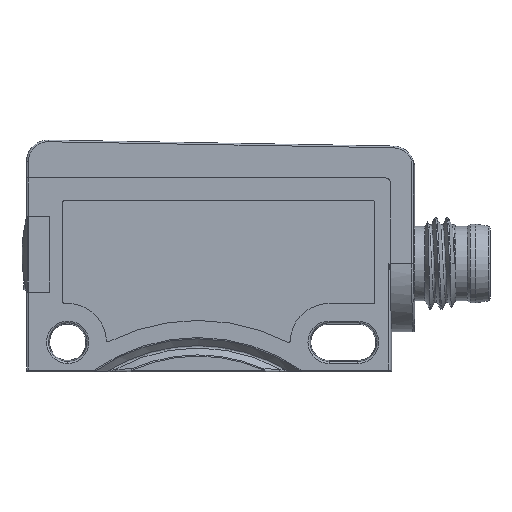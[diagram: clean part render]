
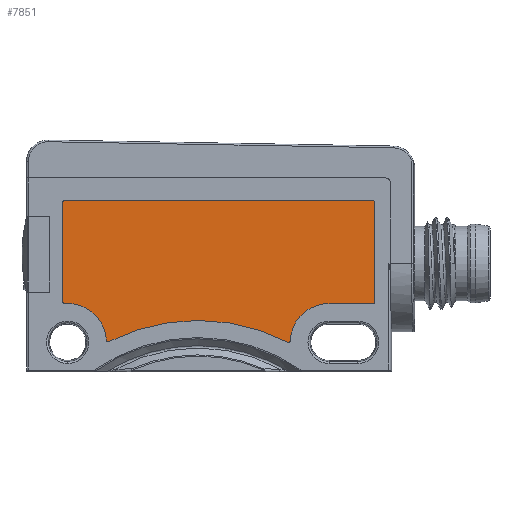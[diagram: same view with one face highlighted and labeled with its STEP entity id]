
A CAD part, left-side view. The second image highlights one B-rep face of the part: STEP entity #7851.
In plain terms, the highlighted planar face has unit normal (-1, 0, 0).
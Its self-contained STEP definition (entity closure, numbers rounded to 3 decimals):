
#3064=CARTESIAN_POINT('',(-5.8,12.4,-4.9));
#3065=DIRECTION('',(-1.,0.,0.));
#3066=DIRECTION('',(0.,-0.998,0.055));
#3067=AXIS2_PLACEMENT_3D('',#3064,#3065,#3066);
#3069=CARTESIAN_POINT('',(-5.8,12.7,-1.35));
#3070=DIRECTION('',(1.,0.,0.));
#3071=DIRECTION('',(0.,0.,-1.));
#3072=AXIS2_PLACEMENT_3D('',#3069,#3070,#3071);
#3074=CARTESIAN_POINT('',(-5.8,12.7,-1.35));
#3075=DIRECTION('',(1.,0.,0.));
#3076=DIRECTION('',(0.,0.707,-0.707));
#3077=AXIS2_PLACEMENT_3D('',#3074,#3075,#3076);
#3079=CARTESIAN_POINT('',(-5.8,12.7,7.35));
#3080=DIRECTION('',(1.,0.,0.));
#3081=DIRECTION('',(0.,1.,0.));
#3082=AXIS2_PLACEMENT_3D('',#3079,#3080,#3081);
#3084=CARTESIAN_POINT('',(-5.8,12.7,7.35));
#3085=DIRECTION('',(1.,0.,0.));
#3086=DIRECTION('',(0.,0.707,0.707));
#3087=AXIS2_PLACEMENT_3D('',#3084,#3085,#3086);
#3089=CARTESIAN_POINT('',(-5.8,-14.35,7.35));
#3090=DIRECTION('',(1.,0.,0.));
#3091=DIRECTION('',(0.,0.,1.));
#3092=AXIS2_PLACEMENT_3D('',#3089,#3090,#3091);
#3094=CARTESIAN_POINT('',(-5.8,-14.35,7.35));
#3095=DIRECTION('',(1.,0.,0.));
#3096=DIRECTION('',(0.,-0.707,0.707));
#3097=AXIS2_PLACEMENT_3D('',#3094,#3095,#3096);
#3099=CARTESIAN_POINT('',(-5.8,-14.35,-1.35));
#3100=DIRECTION('',(1.,0.,0.));
#3101=DIRECTION('',(0.,-1.,0.));
#3102=AXIS2_PLACEMENT_3D('',#3099,#3100,#3101);
#3104=CARTESIAN_POINT('',(-5.8,-14.35,-1.35));
#3105=DIRECTION('',(1.,0.,0.));
#3106=DIRECTION('',(0.,-0.707,-0.707));
#3107=AXIS2_PLACEMENT_3D('',#3104,#3105,#3106);
#3109=CARTESIAN_POINT('',(-5.8,-10.5,-4.9));
#3110=DIRECTION('',(-1.,0.,0.));
#3111=DIRECTION('',(0.,0.,1.));
#3112=AXIS2_PLACEMENT_3D('',#3109,#3110,#3111);
#3114=CARTESIAN_POINT('',(-5.8,-6.953,-4.754));
#3115=DIRECTION('',(1.,0.,0.));
#3116=DIRECTION('',(0.,-0.999,-0.041));
#3117=AXIS2_PLACEMENT_3D('',#3114,#3115,#3116);
#3119=CARTESIAN_POINT('',(-5.8,-6.953,-4.754));
#3120=DIRECTION('',(1.,0.,0.));
#3121=DIRECTION('',(0.,-0.504,-0.864));
#3122=AXIS2_PLACEMENT_3D('',#3119,#3120,#3121);
#3124=CARTESIAN_POINT('',(-5.8,1.,-20.3));
#3125=DIRECTION('',(-1.,0.,0.));
#3126=DIRECTION('',(0.,-0.455,0.89));
#3127=AXIS2_PLACEMENT_3D('',#3124,#3125,#3126);
#3129=CARTESIAN_POINT('',(-5.8,8.855,-4.705));
#3130=DIRECTION('',(1.,0.,0.));
#3131=DIRECTION('',(0.,-0.45,-0.893));
#3132=AXIS2_PLACEMENT_3D('',#3129,#3130,#3131);
#3134=CARTESIAN_POINT('',(-5.8,8.855,-4.705));
#3135=DIRECTION('',(1.,0.,0.));
#3136=DIRECTION('',(0.,0.501,-0.866));
#3137=AXIS2_PLACEMENT_3D('',#3134,#3135,#3136);
#3139=DIRECTION('',(0.,-1.,0.));
#3140=VECTOR('',#3139,0.3);
#3141=CARTESIAN_POINT('',(-5.8,12.7,-1.5));
#3142=LINE('',#3141,#3140);
#3155=DIRECTION('',(0.,0.,-1.));
#3156=VECTOR('',#3155,8.7);
#3157=CARTESIAN_POINT('',(-5.8,12.85,7.35));
#3158=LINE('',#3157,#3156);
#3175=DIRECTION('',(0.,1.,0.));
#3176=VECTOR('',#3175,27.05);
#3177=CARTESIAN_POINT('',(-5.8,-14.35,7.5));
#3178=LINE('',#3177,#3176);
#3191=DIRECTION('',(0.,0.,1.));
#3192=VECTOR('',#3191,8.7);
#3193=CARTESIAN_POINT('',(-5.8,-14.5,-1.35));
#3194=LINE('',#3193,#3192);
#3207=DIRECTION('',(0.,-1.,0.));
#3208=VECTOR('',#3207,3.85);
#3209=CARTESIAN_POINT('',(-5.8,-10.5,-1.5));
#3210=LINE('',#3209,#3208);
#4122=CARTESIAN_POINT('',(-5.8,9.005,-4.713));
#4123=CARTESIAN_POINT('',(-5.8,12.4,-1.5));
#4124=VERTEX_POINT('',#4122);
#4125=VERTEX_POINT('',#4123);
#4126=CARTESIAN_POINT('',(-5.8,12.7,-1.5));
#4127=VERTEX_POINT('',#4126);
#4128=CARTESIAN_POINT('',(-5.8,12.806,-1.456));
#4129=CARTESIAN_POINT('',(-5.8,12.85,-1.35));
#4130=VERTEX_POINT('',#4128);
#4131=VERTEX_POINT('',#4129);
#4132=CARTESIAN_POINT('',(-5.8,12.85,7.35));
#4133=VERTEX_POINT('',#4132);
#4134=CARTESIAN_POINT('',(-5.8,12.806,7.456));
#4135=CARTESIAN_POINT('',(-5.8,12.7,7.5));
#4136=VERTEX_POINT('',#4134);
#4137=VERTEX_POINT('',#4135);
#4138=CARTESIAN_POINT('',(-5.8,-14.35,7.5));
#4139=VERTEX_POINT('',#4138);
#4140=CARTESIAN_POINT('',(-5.8,-14.456,7.456));
#4141=CARTESIAN_POINT('',(-5.8,-14.5,7.35));
#4142=VERTEX_POINT('',#4140);
#4143=VERTEX_POINT('',#4141);
#4144=CARTESIAN_POINT('',(-5.8,-14.5,-1.35));
#4145=VERTEX_POINT('',#4144);
#4146=CARTESIAN_POINT('',(-5.8,-14.456,-1.456));
#4147=CARTESIAN_POINT('',(-5.8,-14.35,-1.5));
#4148=VERTEX_POINT('',#4146);
#4149=VERTEX_POINT('',#4147);
#4150=CARTESIAN_POINT('',(-5.8,-10.5,-1.5));
#4151=VERTEX_POINT('',#4150);
#4152=CARTESIAN_POINT('',(-5.8,-7.103,-4.76));
#4153=VERTEX_POINT('',#4152);
#4154=CARTESIAN_POINT('',(-5.8,-7.029,-4.884));
#4155=CARTESIAN_POINT('',(-5.8,-6.885,-4.888));
#4156=VERTEX_POINT('',#4154);
#4157=VERTEX_POINT('',#4155);
#4158=CARTESIAN_POINT('',(-5.8,8.788,-4.838));
#4159=VERTEX_POINT('',#4158);
#4160=CARTESIAN_POINT('',(-5.8,8.931,-4.834));
#4161=VERTEX_POINT('',#4160);
#7805=CARTESIAN_POINT('',(-5.8,-0.724,2.049));
#7806=DIRECTION('',(1.,0.,0.));
#7807=DIRECTION('',(0.,0.,-1.));
#7808=AXIS2_PLACEMENT_3D('',#7805,#7806,#7807);
#7809=PLANE('',#7808);
#7810=ORIENTED_EDGE('',*,*,#7795,.T.);
#7812=ORIENTED_EDGE('',*,*,#7811,.F.);
#7814=ORIENTED_EDGE('',*,*,#7813,.T.);
#7816=ORIENTED_EDGE('',*,*,#7815,.T.);
#7818=ORIENTED_EDGE('',*,*,#7817,.F.);
#7820=ORIENTED_EDGE('',*,*,#7819,.T.);
#7822=ORIENTED_EDGE('',*,*,#7821,.T.);
#7824=ORIENTED_EDGE('',*,*,#7823,.F.);
#7826=ORIENTED_EDGE('',*,*,#7825,.T.);
#7828=ORIENTED_EDGE('',*,*,#7827,.T.);
#7830=ORIENTED_EDGE('',*,*,#7829,.F.);
#7832=ORIENTED_EDGE('',*,*,#7831,.T.);
#7834=ORIENTED_EDGE('',*,*,#7833,.T.);
#7836=ORIENTED_EDGE('',*,*,#7835,.F.);
#7838=ORIENTED_EDGE('',*,*,#7837,.T.);
#7840=ORIENTED_EDGE('',*,*,#7839,.T.);
#7842=ORIENTED_EDGE('',*,*,#7841,.T.);
#7844=ORIENTED_EDGE('',*,*,#7843,.T.);
#7846=ORIENTED_EDGE('',*,*,#7845,.T.);
#7848=ORIENTED_EDGE('',*,*,#7847,.T.);
#7849=EDGE_LOOP('',(#7810,#7812,#7814,#7816,#7818,#7820,#7822,#7824,#7826,#7828,
#7830,#7832,#7834,#7836,#7838,#7840,#7842,#7844,#7846,#7848));
#7850=FACE_OUTER_BOUND('',#7849,.F.);
#7851=ADVANCED_FACE('',(#7850),#7809,.F.);
#3068=CIRCLE('',#3067,3.4);
#3073=CIRCLE('',#3072,0.15);
#3078=CIRCLE('',#3077,0.15);
#3083=CIRCLE('',#3082,0.15);
#3088=CIRCLE('',#3087,0.15);
#3093=CIRCLE('',#3092,0.15);
#3098=CIRCLE('',#3097,0.15);
#3103=CIRCLE('',#3102,0.15);
#3108=CIRCLE('',#3107,0.15);
#3113=CIRCLE('',#3112,3.4);
#3118=CIRCLE('',#3117,0.15);
#3123=CIRCLE('',#3122,0.15);
#3128=CIRCLE('',#3127,17.312);
#3133=CIRCLE('',#3132,0.15);
#3138=CIRCLE('',#3137,0.15);
#7795=EDGE_CURVE('',#4124,#4125,#3068,.T.);
#7811=EDGE_CURVE('',#4127,#4125,#3142,.T.);
#7813=EDGE_CURVE('',#4127,#4130,#3073,.T.);
#7815=EDGE_CURVE('',#4130,#4131,#3078,.T.);
#7817=EDGE_CURVE('',#4133,#4131,#3158,.T.);
#7819=EDGE_CURVE('',#4133,#4136,#3083,.T.);
#7821=EDGE_CURVE('',#4136,#4137,#3088,.T.);
#7823=EDGE_CURVE('',#4139,#4137,#3178,.T.);
#7825=EDGE_CURVE('',#4139,#4142,#3093,.T.);
#7827=EDGE_CURVE('',#4142,#4143,#3098,.T.);
#7829=EDGE_CURVE('',#4145,#4143,#3194,.T.);
#7831=EDGE_CURVE('',#4145,#4148,#3103,.T.);
#7833=EDGE_CURVE('',#4148,#4149,#3108,.T.);
#7835=EDGE_CURVE('',#4151,#4149,#3210,.T.);
#7837=EDGE_CURVE('',#4151,#4153,#3113,.T.);
#7839=EDGE_CURVE('',#4153,#4156,#3118,.T.);
#7841=EDGE_CURVE('',#4156,#4157,#3123,.T.);
#7843=EDGE_CURVE('',#4157,#4159,#3128,.T.);
#7845=EDGE_CURVE('',#4159,#4161,#3133,.T.);
#7847=EDGE_CURVE('',#4161,#4124,#3138,.T.);
